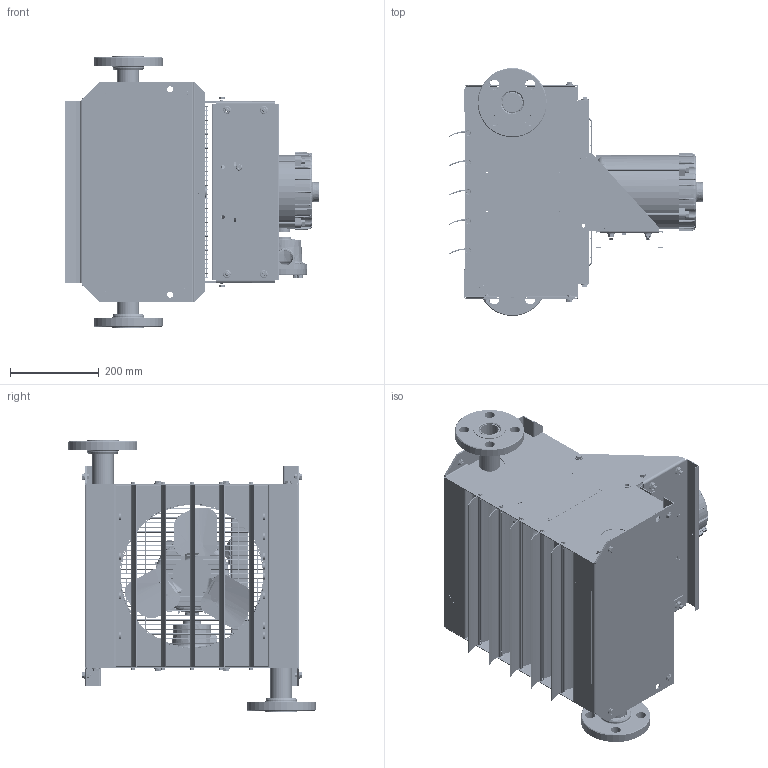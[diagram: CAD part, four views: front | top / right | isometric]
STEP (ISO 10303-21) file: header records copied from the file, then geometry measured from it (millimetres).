
FILE_DESCRIPTION (( 'STEP AP214' ), '1' );
FILE_NAME ('HHP2-12-GA-Class 3000 4 bolt flange.STEP', '2018-02-13T21:59:19', ( 'jose' ), ( 'Microsoft' ), 'SwSTEP 2.0', 'SolidWorks 2018', '' );
FILE_SCHEMA (( 'AUTOMOTIVE_DESIGN' ));
Length unit declared in the file: inch
Products named in the file (1): HHP2-12-GA-Class 3000 4 bolt flange
Bounding box: 572.61 x 556.58 x 609.6 mm (x, y, z)
Surface area: 3195305.3 mm2 (no closed solid volume)
Topology: 0 solids, 414 shells, 3014 faces, 9928 edges, 6980 vertices
Faces by surface type: cylinder 1001, plane 981, cone 496, torus 417, bspline 119
Entity records: 163647 total; most frequent: CARTESIAN_POINT 40640, DIRECTION 17783, ORIENTED_EDGE 15288, EDGE_CURVE 9927, VERTEX_POINT 6980, AXIS2_PLACEMENT_3D 6976, CIRCLE 4080, VECTOR 3831
